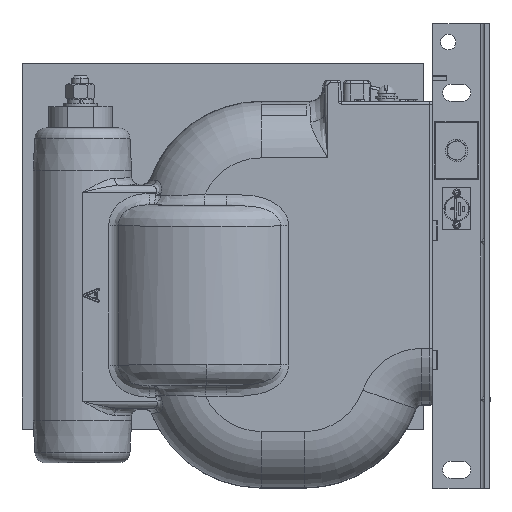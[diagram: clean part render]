
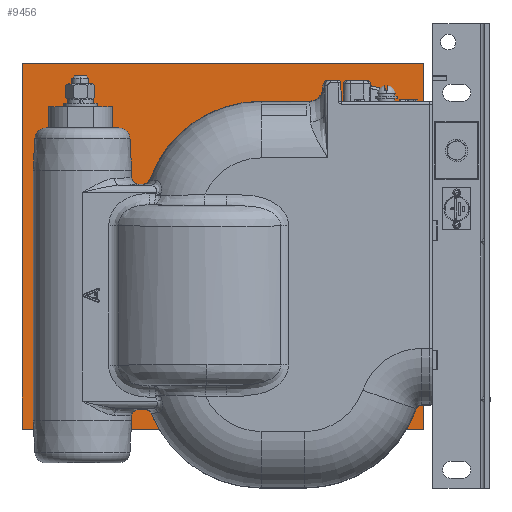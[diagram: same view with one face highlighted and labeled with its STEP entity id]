
A CAD part, left-side view. The second image highlights one B-rep face of the part: STEP entity #9456.
In plain terms, the highlighted planar face has unit normal (-1, 0, 0).
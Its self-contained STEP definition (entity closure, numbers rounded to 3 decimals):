
#4034 = VECTOR ( 'NONE', #5771, 1000. ) ;
#4038 = LINE ( 'NONE', #5764, #4034 ) ;
#4095 = LINE ( 'NONE', #5813, #4097 ) ;
#4097 = VECTOR ( 'NONE', #5814, 1000. ) ;
#5764 = CARTESIAN_POINT ( 'NONE',  ( -78.5, 149.4, 12.2 ) ) ;
#5771 = DIRECTION ( 'NONE',  ( 0., 1., 0. ) ) ;
#5813 = CARTESIAN_POINT ( 'NONE',  ( -78.5, 291.9, 182.407 ) ) ;
#5814 = DIRECTION ( 'NONE',  ( 0., 0., 1. ) ) ;
#9456 = ADVANCED_FACE ( 'NONE', ( #40555, #40043, #40579 ), #72161, .T. ) ;
#14483 = AXIS2_PLACEMENT_3D ( 'NONE', #34241, #34242, #34243 ) ;
#14488 = AXIS2_PLACEMENT_3D ( 'NONE', #34247, #34248, #34249 ) ;
#14490 = AXIS2_PLACEMENT_3D ( 'NONE', #34244, #34245, #34246 ) ;
#14497 = AXIS2_PLACEMENT_3D ( 'NONE', #34254, #34256, #34257 ) ;
#22764 = EDGE_CURVE ( 'NONE', #26983, #26984, #31860, .T. ) ;
#22765 = EDGE_CURVE ( 'NONE', #26981, #26982, #31861, .T. ) ;
#22766 = EDGE_CURVE ( 'NONE', #26982, #26981, #31863, .T. ) ;
#22767 = EDGE_CURVE ( 'NONE', #26974, #26980, #31858, .T. ) ;
#22769 = EDGE_CURVE ( 'NONE', #26984, #26983, #31868, .T. ) ;
#22772 = EDGE_CURVE ( 'NONE', #26980, #26972, #31866, .T. ) ;
#26970 = VERTEX_POINT ( 'NONE', #41448 ) ;
#26972 = VERTEX_POINT ( 'NONE', #41452 ) ;
#26974 = VERTEX_POINT ( 'NONE', #41458 ) ;
#26980 = VERTEX_POINT ( 'NONE', #41473 ) ;
#26981 = VERTEX_POINT ( 'NONE', #41476 ) ;
#26982 = VERTEX_POINT ( 'NONE', #41478 ) ;
#26983 = VERTEX_POINT ( 'NONE', #41480 ) ;
#26984 = VERTEX_POINT ( 'NONE', #41483 ) ;
#29943 = EDGE_LOOP ( 'NONE', ( #66629, #66628 ) ) ;
#29948 = EDGE_LOOP ( 'NONE', ( #66634, #66636, #66633, #66632 ) ) ;
#29949 = EDGE_LOOP ( 'NONE', ( #66631, #66630 ) ) ;
#31856 = VECTOR ( 'NONE', #34251, 1000. ) ;
#31858 = LINE ( 'NONE', #34250, #31856 ) ;
#31860 = CIRCLE ( 'NONE', #14483, 4.5 ) ;
#31861 = CIRCLE ( 'NONE', #14490, 4.5 ) ;
#31863 = CIRCLE ( 'NONE', #14488, 4.5 ) ;
#31866 = LINE ( 'NONE', #34262, #31867 ) ;
#31867 = VECTOR ( 'NONE', #34263, 1000. ) ;
#31868 = CIRCLE ( 'NONE', #14497, 4.5 ) ;
#34241 = CARTESIAN_POINT ( 'NONE',  ( -78.5, 24.9, -109.8 ) ) ;
#34242 = DIRECTION ( 'NONE',  ( 1., 0., 0. ) ) ;
#34243 = DIRECTION ( 'NONE',  ( 0., 0., 1. ) ) ;
#34244 = CARTESIAN_POINT ( 'NONE',  ( -78.5, 24.9, -195.8 ) ) ;
#34245 = DIRECTION ( 'NONE',  ( 1., 0., 0. ) ) ;
#34246 = DIRECTION ( 'NONE',  ( 0., 0., -1. ) ) ;
#34247 = CARTESIAN_POINT ( 'NONE',  ( -78.5, 24.9, -195.8 ) ) ;
#34248 = DIRECTION ( 'NONE',  ( 1., 0., 0. ) ) ;
#34249 = DIRECTION ( 'NONE',  ( 0., 0., -1. ) ) ;
#34250 = CARTESIAN_POINT ( 'NONE',  ( -78.5, 6.9, -57.8 ) ) ;
#34251 = DIRECTION ( 'NONE',  ( 0., 0., -1. ) ) ;
#34254 = CARTESIAN_POINT ( 'NONE',  ( -78.5, 24.9, -109.8 ) ) ;
#34256 = DIRECTION ( 'NONE',  ( 1., 0., 0. ) ) ;
#34257 = DIRECTION ( 'NONE',  ( 0., 0., 1. ) ) ;
#34262 = CARTESIAN_POINT ( 'NONE',  ( -78.5, 6.9, -247.8 ) ) ;
#34263 = DIRECTION ( 'NONE',  ( 0., 1., 0. ) ) ;
#35108 = EDGE_CURVE ( 'NONE', #26974, #26970, #4038, .T. ) ;
#35126 = EDGE_CURVE ( 'NONE', #26972, #26970, #4095, .T. ) ;
#40043 = FACE_BOUND ( 'NONE', #29949, .T. ) ;
#40555 = FACE_OUTER_BOUND ( 'NONE', #29948, .T. ) ;
#40579 = FACE_BOUND ( 'NONE', #29943, .T. ) ;
#41448 = CARTESIAN_POINT ( 'NONE',  ( -78.5, 291.9, 12.2 ) ) ;
#41452 = CARTESIAN_POINT ( 'NONE',  ( -78.5, 291.9, -247.8 ) ) ;
#41458 = CARTESIAN_POINT ( 'NONE',  ( -78.5, 6.9, 12.2 ) ) ;
#41473 = CARTESIAN_POINT ( 'NONE',  ( -78.5, 6.9, -247.8 ) ) ;
#41476 = CARTESIAN_POINT ( 'NONE',  ( -78.5, 24.9, -200.3 ) ) ;
#41478 = CARTESIAN_POINT ( 'NONE',  ( -78.5, 24.9, -191.3 ) ) ;
#41480 = CARTESIAN_POINT ( 'NONE',  ( -78.5, 24.9, -105.3 ) ) ;
#41483 = CARTESIAN_POINT ( 'NONE',  ( -78.5, 24.9, -114.3 ) ) ;
#43249 = AXIS2_PLACEMENT_3D ( 'NONE', #72156, #72162, #72163 ) ;
#66628 = ORIENTED_EDGE ( 'NONE', *, *, #22769, .T. ) ;
#66629 = ORIENTED_EDGE ( 'NONE', *, *, #22764, .T. ) ;
#66630 = ORIENTED_EDGE ( 'NONE', *, *, #22766, .T. ) ;
#66631 = ORIENTED_EDGE ( 'NONE', *, *, #22765, .T. ) ;
#66632 = ORIENTED_EDGE ( 'NONE', *, *, #22772, .F. ) ;
#66633 = ORIENTED_EDGE ( 'NONE', *, *, #35126, .F. ) ;
#66634 = ORIENTED_EDGE ( 'NONE', *, *, #22767, .F. ) ;
#66636 = ORIENTED_EDGE ( 'NONE', *, *, #35108, .T. ) ;
#72156 = CARTESIAN_POINT ( 'NONE',  ( -78.5, 233.9, -57.8 ) ) ;
#72161 = PLANE ( 'NONE',  #43249 ) ;
#72162 = DIRECTION ( 'NONE',  ( -1., 0., 0. ) ) ;
#72163 = DIRECTION ( 'NONE',  ( 0., 0., 1. ) ) ;
